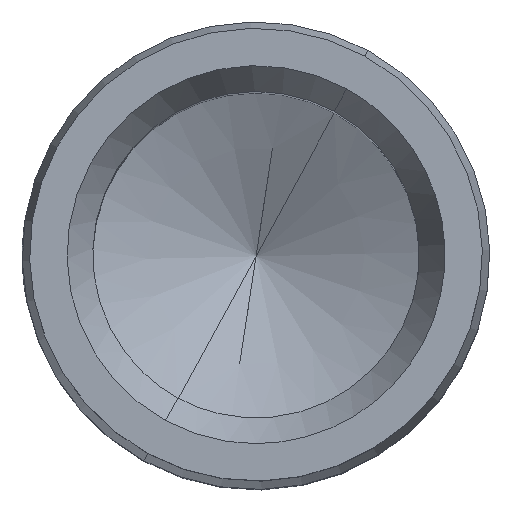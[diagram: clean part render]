
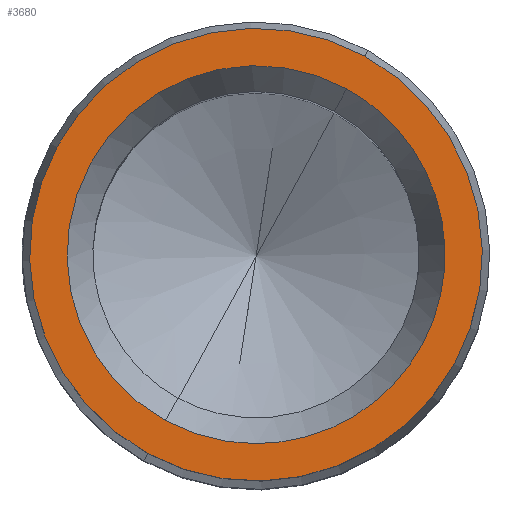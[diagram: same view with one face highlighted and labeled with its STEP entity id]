
A CAD part, top view. The second image highlights one B-rep face of the part: STEP entity #3680.
In plain terms, the highlighted planar face has unit normal (0, 0, 1).
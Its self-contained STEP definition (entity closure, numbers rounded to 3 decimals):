
#3518=AXIS2_PLACEMENT_3D('Circle Axis2P3D',#3516,#3517,$) ;
#3607=AXIS2_PLACEMENT_3D('Circle Axis2P3D',#3605,#3606,$) ;
#3631=AXIS2_PLACEMENT_3D('Circle Axis2P3D',#3629,#3630,$) ;
#3644=AXIS2_PLACEMENT_3D('Plane Axis2P3D',#3641,#3642,#3643) ;
#3516=CARTESIAN_POINT('Axis2P3D Location',(3.15,3.15,28.25)) ;
#3520=CARTESIAN_POINT('Vertex',(1.929,0.915,28.25)) ;
#3522=CARTESIAN_POINT('Vertex',(4.371,5.385,28.25)) ;
#3602=CARTESIAN_POINT('Vertex',(4.612,5.827,28.25)) ;
#3605=CARTESIAN_POINT('Axis2P3D Location',(3.15,3.15,28.25)) ;
#3609=CARTESIAN_POINT('Vertex',(1.688,0.473,28.25)) ;
#3629=CARTESIAN_POINT('Axis2P3D Location',(3.15,3.15,28.25)) ;
#3641=CARTESIAN_POINT('Axis2P3D Location',(3.15,0.604,28.25)) ;
#3651=CARTESIAN_POINT('Control Point',(1.929,0.915,28.25)) ;
#3652=CARTESIAN_POINT('Control Point',(2.135,0.803,28.25)) ;
#3653=CARTESIAN_POINT('Control Point',(2.354,0.714,28.25)) ;
#3654=CARTESIAN_POINT('Control Point',(2.582,0.651,28.25)) ;
#3655=CARTESIAN_POINT('Control Point',(3.048,0.579,28.25)) ;
#3656=CARTESIAN_POINT('Control Point',(3.519,0.614,28.25)) ;
#3657=CARTESIAN_POINT('Control Point',(3.752,0.659,28.25)) ;
#3658=CARTESIAN_POINT('Control Point',(4.202,0.801,28.25)) ;
#3659=CARTESIAN_POINT('Control Point',(4.608,1.042,28.25)) ;
#3660=CARTESIAN_POINT('Control Point',(4.796,1.186,28.25)) ;
#3661=CARTESIAN_POINT('Control Point',(5.136,1.513,28.25)) ;
#3662=CARTESIAN_POINT('Control Point',(5.393,1.91,28.25)) ;
#3663=CARTESIAN_POINT('Control Point',(5.497,2.122,28.25)) ;
#3664=CARTESIAN_POINT('Control Point',(5.656,2.566,28.25)) ;
#3665=CARTESIAN_POINT('Control Point',(5.71,3.035,28.25)) ;
#3666=CARTESIAN_POINT('Control Point',(5.71,3.272,28.25)) ;
#3667=CARTESIAN_POINT('Control Point',(5.655,3.741,28.25)) ;
#3668=CARTESIAN_POINT('Control Point',(5.494,4.185,28.25)) ;
#3669=CARTESIAN_POINT('Control Point',(5.389,4.397,28.25)) ;
#3670=CARTESIAN_POINT('Control Point',(5.154,4.757,28.25)) ;
#3671=CARTESIAN_POINT('Control Point',(4.85,5.06,28.25)) ;
#3672=CARTESIAN_POINT('Control Point',(4.7,5.184,28.25)) ;
#3673=CARTESIAN_POINT('Control Point',(4.54,5.292,28.25)) ;
#3674=CARTESIAN_POINT('Control Point',(4.371,5.385,28.25)) ;
#3517=DIRECTION('Axis2P3D Direction',(0.,-0.,1.)) ;
#3606=DIRECTION('Axis2P3D Direction',(0.,0.,-1.)) ;
#3630=DIRECTION('Axis2P3D Direction',(-0.,0.,-1.)) ;
#3642=DIRECTION('Axis2P3D Direction',(0.,0.,-1.)) ;
#3643=DIRECTION('Axis2P3D XDirection',(1.,0.,0.)) ;
#3647=ORIENTED_EDGE('',*,*,#3633,.F.) ;
#3648=ORIENTED_EDGE('',*,*,#3611,.F.) ;
#3677=ORIENTED_EDGE('',*,*,#3675,.T.) ;
#3678=ORIENTED_EDGE('',*,*,#3524,.T.) ;
#3679=FACE_BOUND('',#3676,.T.) ;
#3680=ADVANCED_FACE('Hauptkoerper',(#3649,#3679),#3645,.F.) ;
#3650=B_SPLINE_CURVE_WITH_KNOTS('',5,(#3651,#3652,#3653,#3654,#3655,#3656,#3657,#3658,#3659,#3660,#3661,#3662,#3663,#3664,#3665,#3666,#3667,#3668,#3669,#3670,#3671,#3672,#3673,#3674),.UNSPECIFIED.,.F.,.U.,(6,3,3,3,3,3,3,6),(0.,1.662,3.324,4.986,6.647,8.309,9.971,11.337),.UNSPECIFIED.) ;
#3519=CIRCLE('generated circle',#3518,2.546) ;
#3608=CIRCLE('generated circle',#3607,3.05) ;
#3632=CIRCLE('generated circle',#3631,3.05) ;
#3524=EDGE_CURVE('',#3521,#3523,#3519,.F.) ;
#3611=EDGE_CURVE('',#3603,#3610,#3608,.T.) ;
#3633=EDGE_CURVE('',#3610,#3603,#3632,.T.) ;
#3675=EDGE_CURVE('',#3523,#3521,#3650,.F.) ;
#3646=EDGE_LOOP('',(#3647,#3648)) ;
#3676=EDGE_LOOP('',(#3677,#3678)) ;
#3649=FACE_OUTER_BOUND('',#3646,.T.) ;
#3645=PLANE('',#3644) ;
#3521=VERTEX_POINT('',#3520) ;
#3523=VERTEX_POINT('',#3522) ;
#3603=VERTEX_POINT('',#3602) ;
#3610=VERTEX_POINT('',#3609) ;
